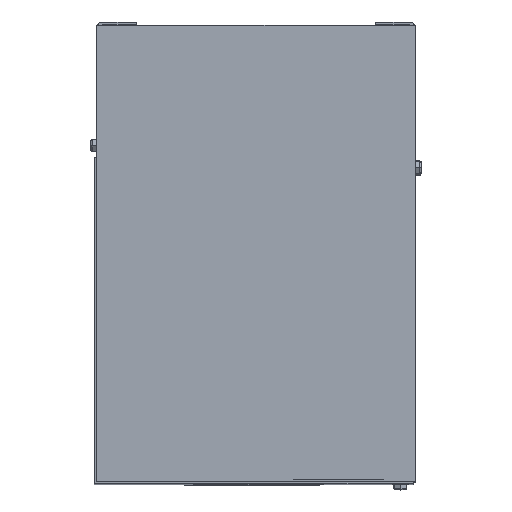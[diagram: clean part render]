
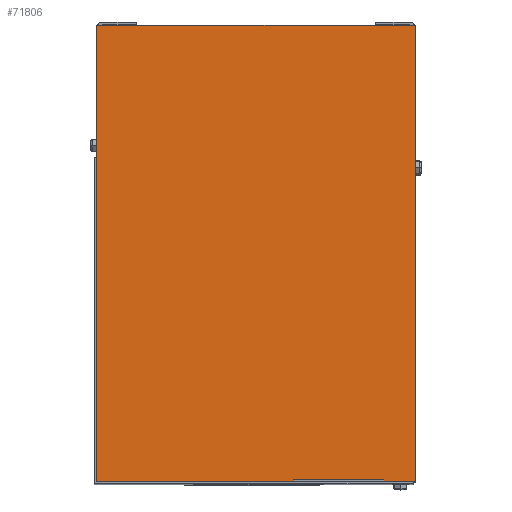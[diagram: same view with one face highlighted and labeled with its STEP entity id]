
A CAD part, top view. The second image highlights one B-rep face of the part: STEP entity #71806.
In plain terms, the highlighted planar face has unit normal (0, 0, 1).
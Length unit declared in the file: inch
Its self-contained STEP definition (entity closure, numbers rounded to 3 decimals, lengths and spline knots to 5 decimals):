
#561 = LINE ( 'NONE', #63525, #16957 ) ;
#1654 = VERTEX_POINT ( 'NONE', #5657 ) ;
#3262 = FACE_OUTER_BOUND ( 'NONE', #114400, .T. ) ;
#5333 = LINE ( 'NONE', #46616, #48838 ) ;
#5657 = CARTESIAN_POINT ( 'NONE',  ( 0.95146, -10.27761, 5.9406 ) ) ;
#8227 = CARTESIAN_POINT ( 'NONE',  ( -3.99854, -10.27761, 5.9406 ) ) ;
#8733 = DIRECTION ( 'NONE',  ( 1., 0., 0. ) ) ;
#12254 = VECTOR ( 'NONE', #21619, 39.37008 ) ;
#15303 = ORIENTED_EDGE ( 'NONE', *, *, #131324, .T. ) ;
#16226 = VECTOR ( 'NONE', #59456, 39.37008 ) ;
#16957 = VECTOR ( 'NONE', #32385, 39.37008 ) ;
#18899 = ORIENTED_EDGE ( 'NONE', *, *, #87773, .T. ) ;
#21619 = DIRECTION ( 'NONE',  ( 0., 1., 0. ) ) ;
#22361 = CARTESIAN_POINT ( 'NONE',  ( -3.99854, 1.17239, 5.9406 ) ) ;
#24265 = PLANE ( 'NONE',  #85632 ) ;
#24308 = ORIENTED_EDGE ( 'NONE', *, *, #129111, .T. ) ;
#28348 = LINE ( 'NONE', #69608, #16226 ) ;
#31334 = VERTEX_POINT ( 'NONE', #93107 ) ;
#32385 = DIRECTION ( 'NONE',  ( 0., -1., 0. ) ) ;
#33456 = VERTEX_POINT ( 'NONE', #82451 ) ;
#35430 = LINE ( 'NONE', #107911, #46518 ) ;
#36919 = ORIENTED_EDGE ( 'NONE', *, *, #131796, .T. ) ;
#37182 = CARTESIAN_POINT ( 'NONE',  ( 4.00146, 1.17239, 5.9406 ) ) ;
#41155 = CARTESIAN_POINT ( 'NONE',  ( 4.00146, -10.27761, 5.9406 ) ) ;
#41203 = ORIENTED_EDGE ( 'NONE', *, *, #49016, .T. ) ;
#43763 = VERTEX_POINT ( 'NONE', #107231 ) ;
#46179 = ORIENTED_EDGE ( 'NONE', *, *, #116943, .T. ) ;
#46244 = VECTOR ( 'NONE', #57886, 39.37008 ) ;
#46518 = VECTOR ( 'NONE', #64586, 39.37008 ) ;
#46616 = CARTESIAN_POINT ( 'NONE',  ( -3.99854, 1.17239, 5.9406 ) ) ;
#48838 = VECTOR ( 'NONE', #55428, 39.37008 ) ;
#49016 = EDGE_CURVE ( 'NONE', #43763, #57963, #133371, .T. ) ;
#54035 = DIRECTION ( 'NONE',  ( 0., 0., 1. ) ) ;
#55428 = DIRECTION ( 'NONE',  ( 0., -1., 0. ) ) ;
#57886 = DIRECTION ( 'NONE',  ( 0., 1., 0. ) ) ;
#57963 = VERTEX_POINT ( 'NONE', #37182 ) ;
#59456 = DIRECTION ( 'NONE',  ( 1., 0., 0. ) ) ;
#63525 = CARTESIAN_POINT ( 'NONE',  ( 3.21146, 1.17239, 5.9406 ) ) ;
#63552 = CARTESIAN_POINT ( 'NONE',  ( 4.00146, 1.17239, 5.9406 ) ) ;
#64586 = DIRECTION ( 'NONE',  ( -1., 0., 0. ) ) ;
#69608 = CARTESIAN_POINT ( 'NONE',  ( 4.00146, -10.23061, 5.9406 ) ) ;
#71806 = ADVANCED_FACE ( 'NONE', ( #3262 ), #24265, .T. ) ;
#72692 = VECTOR ( 'NONE', #95235, 39.37008 ) ;
#76131 = VECTOR ( 'NONE', #8733, 39.37008 ) ;
#77002 = CARTESIAN_POINT ( 'NONE',  ( 3.21146, -10.27761, 5.9406 ) ) ;
#79624 = EDGE_CURVE ( 'NONE', #104316, #1654, #92649, .T. ) ;
#79899 = VERTEX_POINT ( 'NONE', #77002 ) ;
#82451 = CARTESIAN_POINT ( 'NONE',  ( 3.21146, -10.23061, 5.9406 ) ) ;
#84389 = VERTEX_POINT ( 'NONE', #22361 ) ;
#85632 = AXIS2_PLACEMENT_3D ( 'NONE', #96031, #54035, #85868 ) ;
#85868 = DIRECTION ( 'NONE',  ( 1., 0., 0. ) ) ;
#87773 = EDGE_CURVE ( 'NONE', #84389, #104316, #5333, .T. ) ;
#89057 = LINE ( 'NONE', #89711, #46244 ) ;
#89711 = CARTESIAN_POINT ( 'NONE',  ( 0.95146, 1.17239, 5.9406 ) ) ;
#92649 = LINE ( 'NONE', #41155, #76131 ) ;
#93107 = CARTESIAN_POINT ( 'NONE',  ( 0.95146, -10.23061, 5.9406 ) ) ;
#93213 = CARTESIAN_POINT ( 'NONE',  ( 4.00146, -10.27761, 5.9406 ) ) ;
#95225 = EDGE_CURVE ( 'NONE', #33456, #79899, #561, .T. ) ;
#95235 = DIRECTION ( 'NONE',  ( 1., 0., 0. ) ) ;
#96031 = CARTESIAN_POINT ( 'NONE',  ( 4.00146, 1.17239, 5.9406 ) ) ;
#104316 = VERTEX_POINT ( 'NONE', #8227 ) ;
#107231 = CARTESIAN_POINT ( 'NONE',  ( 4.00146, -10.27761, 5.9406 ) ) ;
#107911 = CARTESIAN_POINT ( 'NONE',  ( 4.00146, 1.17239, 5.9406 ) ) ;
#110867 = ORIENTED_EDGE ( 'NONE', *, *, #95225, .T. ) ;
#114400 = EDGE_LOOP ( 'NONE', ( #18899, #122088, #24308, #46179, #110867, #15303, #41203, #36919 ) ) ;
#116943 = EDGE_CURVE ( 'NONE', #31334, #33456, #28348, .T. ) ;
#122088 = ORIENTED_EDGE ( 'NONE', *, *, #79624, .T. ) ;
#129111 = EDGE_CURVE ( 'NONE', #1654, #31334, #89057, .T. ) ;
#131324 = EDGE_CURVE ( 'NONE', #79899, #43763, #133871, .T. ) ;
#131796 = EDGE_CURVE ( 'NONE', #57963, #84389, #35430, .T. ) ;
#133371 = LINE ( 'NONE', #63552, #12254 ) ;
#133871 = LINE ( 'NONE', #93213, #72692 ) ;
